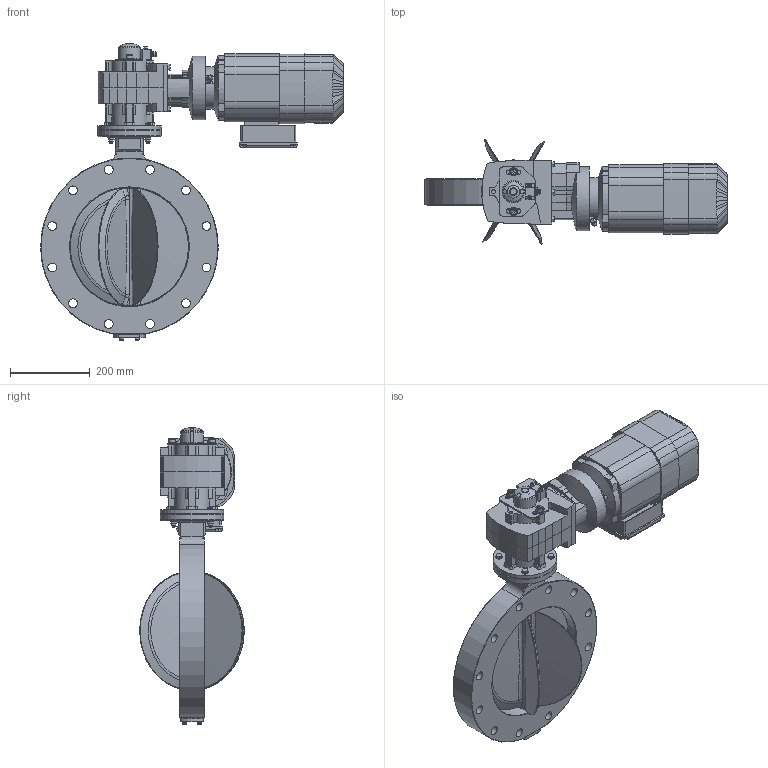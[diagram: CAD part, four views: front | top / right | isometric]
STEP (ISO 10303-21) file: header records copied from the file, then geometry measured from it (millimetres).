
FILE_DESCRIPTION((''),'2;1');
FILE_NAME('FSWZ-300-0001.stp','2013-03-14T09:44:37',('hellwig'),(''),'Autodesk Inventor 2011','Autodesk Inventor 2011','');
FILE_SCHEMA(('CONFIG_CONTROL_DESIGN'));
Length unit declared in the file: millimetre
Products named in the file (1): Bauteil2
Bounding box: 758.48 x 262.25 x 742.6 mm (x, y, z)
Volume: 22023598.2 mm3; surface area: 1533329.3 mm2
Topology: 1 solids, 69 shells, 1836 faces, 4537 edges, 2927 vertices
Faces by surface type: plane 881, cylinder 534, cone 200, bspline 120, torus 93, sphere 8
Full cylindrical faces by diameter (mm): 1.2 x4, 2 x6, 2.5 x2, 4.134 x6, 4.917 x9, 5 x2, 5.3 x2, 6 x8, 6.5 x8, 6.647 x4, 8 x10, 8.4 x8, 8.5 x2, 9 x12, 10 x22, 10.5 x2, 11 x1, 11.63 x8, 12 x2, 16 x10, 16.5 x2, 20 x5, 20.1 x2, 22 x12, 28 x2, 28.6 x2, 30 x13, 30.5 x5, 31 x1, 32 x1
Entity records: 56983 total; most frequent: CARTESIAN_POINT 14397, DIRECTION 8441, ORIENTED_EDGE 7866, EDGE_CURVE 3933, AXIS2_PLACEMENT_3D 3285, VERTEX_POINT 2746, EDGE_LOOP 2520, VECTOR 1871
